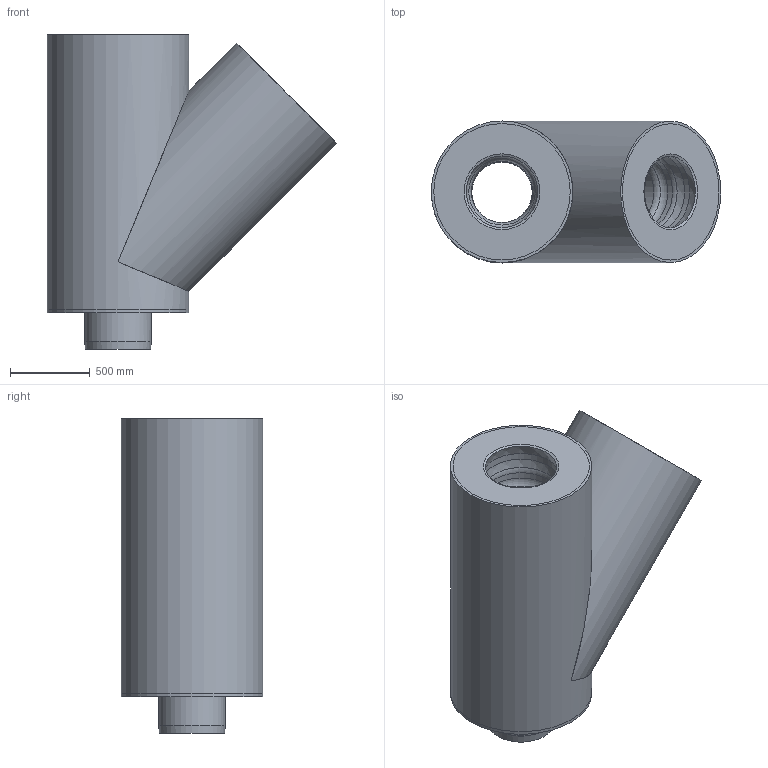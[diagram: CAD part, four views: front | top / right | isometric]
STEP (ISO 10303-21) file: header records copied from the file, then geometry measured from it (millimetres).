
FILE_DESCRIPTION(/* description */ (''),/* implementation_level */ '2;1');
FILE_NAME(/* name */ '58022.AA0X_3D.stp',/* time_stamp */ '2024-12-12T09:48:04+01:00',/* author */ ('CAD'),/* organization */ (''),/* preprocessor_version */ 'ST-DEVELOPER v20',/* originating_system */ 'AutoCAD Mechanical',/* authorisation */ '');
FILE_SCHEMA (('AUTOMOTIVE_DESIGN { 1 0 10303 214 3 1 1 }'));
Length unit declared in the file: centimetre
Products named in the file (2): Product; *S0
Assembly tree (1 placements, depth 2):
  Product
    *S0
Bounding box: 1820.32 x 890 x 1980 mm (x, y, z)
Volume: 1292609075 mm3; surface area: 37595482.1 mm2
Topology: 8 solids, 8 shells, 102 faces, 250 edges, 165 vertices
Faces by surface type: cylinder 29, plane 27, torus 20, bspline 14, cone 12
Full cylindrical faces by diameter (mm): 390 x2, 420 x5, 450 x2, 480 x6, 510 x4, 770 x1, 858 x6, 890 x3
Entity records: 3541 total; most frequent: CARTESIAN_POINT 884, DIRECTION 627, ORIENTED_EDGE 496, AXIS2_PLACEMENT_3D 286, EDGE_CURVE 248, CIRCLE 163, VERTEX_POINT 161, EDGE_LOOP 123
